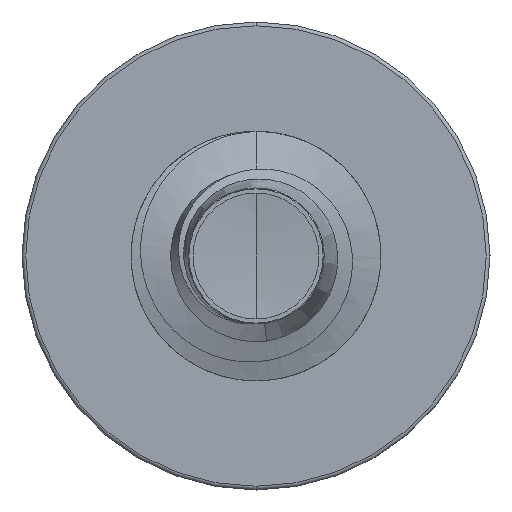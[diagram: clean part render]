
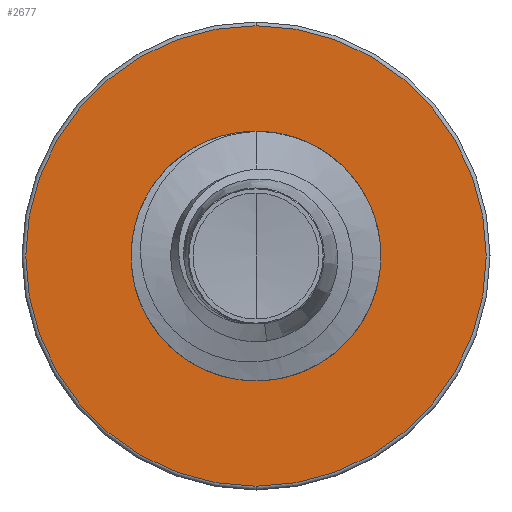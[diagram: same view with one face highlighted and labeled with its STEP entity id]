
A CAD part, front view. The second image highlights one B-rep face of the part: STEP entity #2677.
In plain terms, the highlighted planar face has unit normal (0, -1, 0).
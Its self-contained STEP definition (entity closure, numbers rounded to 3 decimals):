
#295 = AXIS2_PLACEMENT_3D ( 'NONE', #11462, #5814, #8810 ) ;
#489 = VERTEX_POINT ( 'NONE', #9484 ) ;
#795 = DIRECTION ( 'NONE',  ( 0., 1., 0. ) ) ;
#945 = AXIS2_PLACEMENT_3D ( 'NONE', #2658, #8994, #3580 ) ;
#1180 = PLANE ( 'NONE',  #10395 ) ;
#1316 = AXIS2_PLACEMENT_3D ( 'NONE', #2112, #8436, #3013 ) ;
#2057 = CARTESIAN_POINT ( 'NONE',  ( 0., 8.5, -1.989 ) ) ;
#2103 = DIRECTION ( 'NONE',  ( 0., 0., 1. ) ) ;
#2112 = CARTESIAN_POINT ( 'NONE',  ( 0., 8.5, 0. ) ) ;
#2658 = CARTESIAN_POINT ( 'NONE',  ( 0., 8.5, 0. ) ) ;
#2677 = ADVANCED_FACE ( 'NONE', ( #4489, #4775 ), #1180, .F. ) ;
#2972 = VERTEX_POINT ( 'NONE', #11311 ) ;
#3013 = DIRECTION ( 'NONE',  ( 0., 0., 1. ) ) ;
#3580 = DIRECTION ( 'NONE',  ( 0., 0., 1. ) ) ;
#3913 = CIRCLE ( 'NONE', #1316, 3.69 ) ;
#3972 = EDGE_LOOP ( 'NONE', ( #5769, #6718 ) ) ;
#4248 = EDGE_CURVE ( 'NONE', #489, #10762, #4347, .T. ) ;
#4347 = CIRCLE ( 'NONE', #295, 1.989 ) ;
#4448 = CARTESIAN_POINT ( 'NONE',  ( 0., 8.5, 1.989 ) ) ;
#4489 = FACE_OUTER_BOUND ( 'NONE', #3972, .T. ) ;
#4775 = FACE_BOUND ( 'NONE', #7655, .T. ) ;
#5100 = EDGE_CURVE ( 'NONE', #10762, #489, #5927, .T. ) ;
#5678 = CARTESIAN_POINT ( 'NONE',  ( 0., 8.5, 3.69 ) ) ;
#5769 = ORIENTED_EDGE ( 'NONE', *, *, #10897, .F. ) ;
#5814 = DIRECTION ( 'NONE',  ( 0., 1., 0. ) ) ;
#5927 = CIRCLE ( 'NONE', #945, 1.989 ) ;
#6185 = CARTESIAN_POINT ( 'NONE',  ( 0., 8.5, 0. ) ) ;
#6435 = VERTEX_POINT ( 'NONE', #5678 ) ;
#6476 = ORIENTED_EDGE ( 'NONE', *, *, #4248, .T. ) ;
#6524 = EDGE_CURVE ( 'NONE', #2972, #6435, #3913, .T. ) ;
#6718 = ORIENTED_EDGE ( 'NONE', *, *, #6524, .F. ) ;
#7082 = DIRECTION ( 'NONE',  ( 0., 0., 1. ) ) ;
#7518 = DIRECTION ( 'NONE',  ( 0., 1., 0. ) ) ;
#7655 = EDGE_LOOP ( 'NONE', ( #9063, #6476 ) ) ;
#8436 = DIRECTION ( 'NONE',  ( 0., 1., 0. ) ) ;
#8810 = DIRECTION ( 'NONE',  ( 0., 0., 1. ) ) ;
#8994 = DIRECTION ( 'NONE',  ( 0., 1., 0. ) ) ;
#9063 = ORIENTED_EDGE ( 'NONE', *, *, #5100, .T. ) ;
#9484 = CARTESIAN_POINT ( 'NONE',  ( 0., 8.5, -1.989 ) ) ;
#9698 = CIRCLE ( 'NONE', #11523, 3.69 ) ;
#10395 = AXIS2_PLACEMENT_3D ( 'NONE', #2057, #7518, #2103 ) ;
#10762 = VERTEX_POINT ( 'NONE', #4448 ) ;
#10897 = EDGE_CURVE ( 'NONE', #6435, #2972, #9698, .T. ) ;
#11311 = CARTESIAN_POINT ( 'NONE',  ( 0., 8.5, -3.69 ) ) ;
#11462 = CARTESIAN_POINT ( 'NONE',  ( 0., 8.5, 0. ) ) ;
#11523 = AXIS2_PLACEMENT_3D ( 'NONE', #6185, #795, #7082 ) ;
